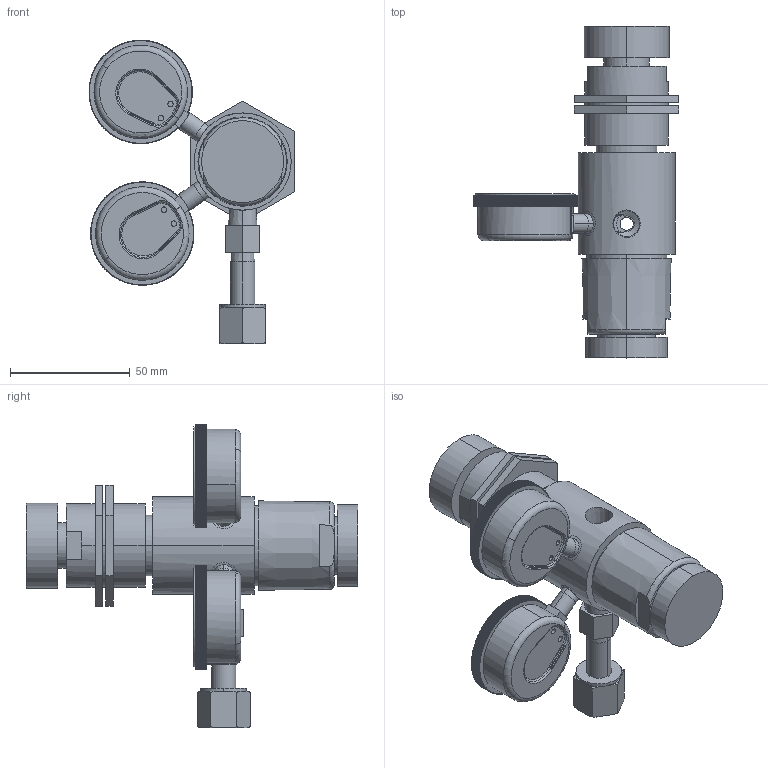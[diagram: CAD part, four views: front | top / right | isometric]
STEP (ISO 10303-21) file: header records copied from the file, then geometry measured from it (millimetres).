
FILE_DESCRIPTION((''),'2;1');
FILE_NAME('M3872-180_ASM','2019-03-04T',('dlachman'),('MATHESON TRI-GAS'),'CREO PARAMETRIC BY PTC INC, 2018220','CREO PARAMETRIC BY PTC INC, 2018220','');
FILE_SCHEMA(('CONFIG_CONTROL_DESIGN'));
Length unit declared in the file: inch
Products named in the file (9): MREG-2547-SA; MBUS-0064-SA; MCNN-0604-SA; MGAG-0155-BO_BODY; MGAG-0155-BO_NEEDLE; MGAG-0155-BO_PART2; MGAG-0559-SA_ASM; MGAG-0557-SA_ASM; M3872-180_ASM
Assembly tree (11 placements, depth 3):
  M3872-180_ASM
    MREG-2547-SA
    MBUS-0064-SA
    MCNN-0604-SA
    MGAG-0559-SA_ASM
      MGAG-0155-BO_BODY
      MGAG-0155-BO_NEEDLE
      MGAG-0155-BO_PART2
    MGAG-0557-SA_ASM
      MGAG-0155-BO_BODY
      MGAG-0155-BO_NEEDLE
      MGAG-0155-BO_PART2
Bounding box: 86.15 x 138.81 x 126.94 mm (x, y, z)
Volume: 189705.3 mm3; surface area: 47518.4 mm2
Topology: 9 solids, 11 shells, 2449 faces, 7152 edges, 4757 vertices
Faces by surface type: cylinder 2268, plane 115, torus 42, cone 24
Entity records: 45270 total; most frequent: CARTESIAN_POINT 9059, DIRECTION 8406, ORIENTED_EDGE 7492, EDGE_CURVE 3749, AXIS2_PLACEMENT_3D 3557, VERTEX_POINT 2490, CIRCLE 2231, EDGE_LOOP 1334
